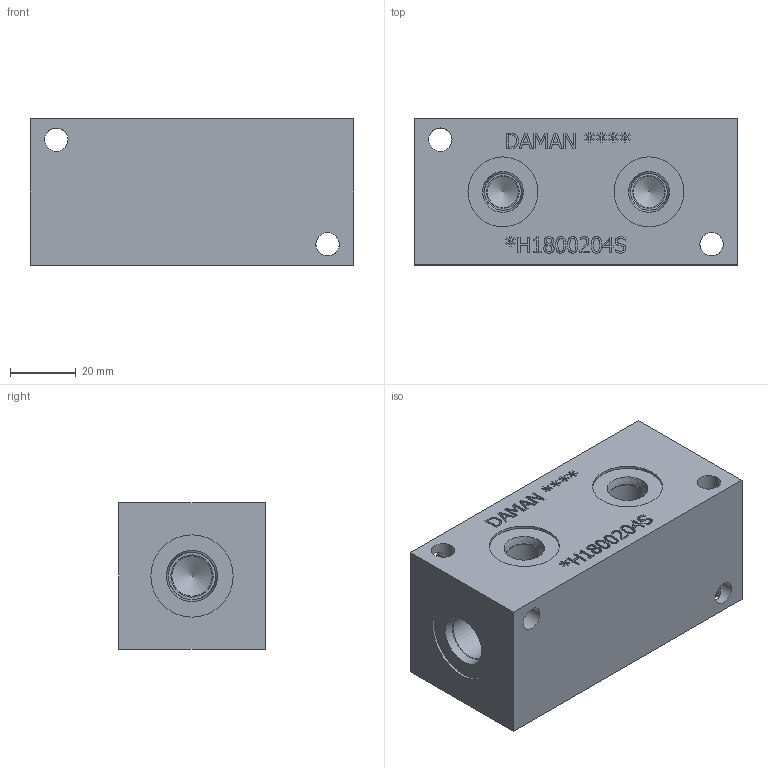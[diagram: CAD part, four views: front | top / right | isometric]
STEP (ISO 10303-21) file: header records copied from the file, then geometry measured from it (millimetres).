
FILE_DESCRIPTION(/* description */ (''),/* implementation_level */ '2;1');
FILE_NAME(/* name */ '_H1800204S.stp',/* time_stamp */ '2020-05-04T11:37:01-04:00',/* author */ ('devonn'),/* organization */ (''),/* preprocessor_version */ 'ST-DEVELOPER v17',/* originating_system */ 'Autodesk Inventor 2019',/* authorisation */ '');
FILE_SCHEMA (('AUTOMOTIVE_DESIGN { 1 0 10303 214 3 1 1 }'));
Length unit declared in the file: millimetre
Products named in the file (1): Part_AH1800204S_3D
Bounding box: 98.42 x 44.45 x 44.45 mm (x, y, z)
Volume: 173346.6 mm3; surface area: 29347.5 mm2
Topology: 1 solids, 1 shells, 384 faces, 1044 edges, 698 vertices
Faces by surface type: plane 235, bspline 91, cylinder 34, cone 24
Full cylindrical faces by diameter (mm): 7.137 x8, 9.525 x4, 9.881 x4, 11.125 x4, 12.294 x2, 12.9 x2, 14.275 x2, 14.529 x2, 21.285 x4, 25.019 x2
Entity records: 12863 total; most frequent: CARTESIAN_POINT 3304, ORIENTED_EDGE 2076, DIRECTION 1572, EDGE_CURVE 1038, LINE 728, VECTOR 728, VERTEX_POINT 698, EDGE_LOOP 438
